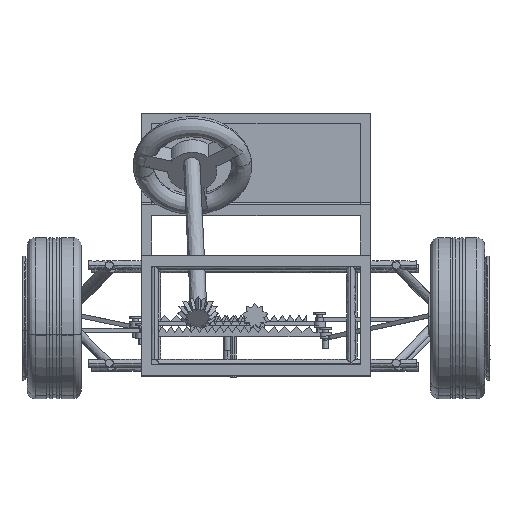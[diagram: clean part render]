
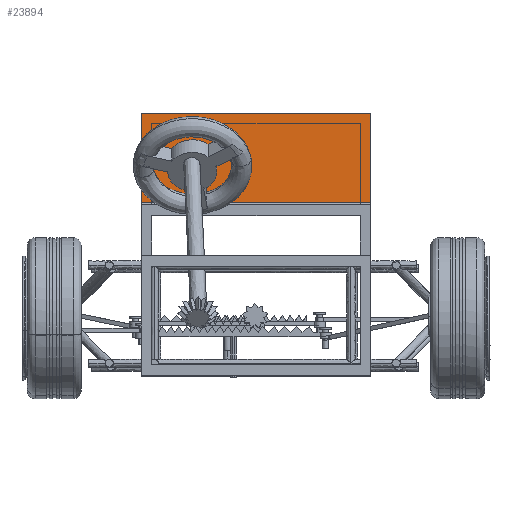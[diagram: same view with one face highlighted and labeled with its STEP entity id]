
A CAD part, top view. The second image highlights one B-rep face of the part: STEP entity #23894.
In plain terms, the highlighted free-form (B-spline) face has degree [1, 1] with [2, 2] control points.
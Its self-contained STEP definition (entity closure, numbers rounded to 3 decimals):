
#21092 = VERTEX_POINT('',#21093);
#21093 = CARTESIAN_POINT('',(906.451,1021.482,
    1009.167));
#21098 = EDGE_CURVE('',#21092,#21099,#21101,.T.);
#21099 = VERTEX_POINT('',#21100);
#21100 = CARTESIAN_POINT('',(906.451,731.29,
    1009.167));
#21101 = B_SPLINE_CURVE_WITH_KNOTS('',1,(#21102,#21103),.UNSPECIFIED.,
  .F.,.F.,(2,2),(0.,218.),.PIECEWISE_BEZIER_KNOTS.);
#21102 = CARTESIAN_POINT('',(906.451,1021.482,
    1009.167));
#21103 = CARTESIAN_POINT('',(906.451,731.29,
    1009.167));
#22862 = VERTEX_POINT('',#22863);
#22863 = CARTESIAN_POINT('',(161.005,731.29,
    1009.167));
#22869 = EDGE_CURVE('',#22870,#22862,#22872,.T.);
#22870 = VERTEX_POINT('',#22871);
#22871 = CARTESIAN_POINT('',(161.005,1021.482,
    1009.167));
#22872 = B_SPLINE_CURVE_WITH_KNOTS('',1,(#22873,#22874),.UNSPECIFIED.,
  .F.,.F.,(2,2),(0.,218.),.PIECEWISE_BEZIER_KNOTS.);
#22873 = CARTESIAN_POINT('',(161.005,1021.482,
    1009.167));
#22874 = CARTESIAN_POINT('',(161.005,731.29,
    1009.167));
#23414 = EDGE_CURVE('',#21092,#22870,#23415,.T.);
#23415 = B_SPLINE_CURVE_WITH_KNOTS('',1,(#23416,#23417),.UNSPECIFIED.,
  .F.,.F.,(2,2),(-0.,560.),.PIECEWISE_BEZIER_KNOTS.);
#23416 = CARTESIAN_POINT('',(906.451,1021.482,
    1009.167));
#23417 = CARTESIAN_POINT('',(161.005,1021.482,
    1009.167));
#23894 = ADVANCED_FACE('',(#23895),#23905,.F.);
#23895 = FACE_BOUND('',#23896,.T.);
#23896 = EDGE_LOOP('',(#23897,#23898,#23903,#23904));
#23897 = ORIENTED_EDGE('',*,*,#22869,.T.);
#23898 = ORIENTED_EDGE('',*,*,#23899,.F.);
#23899 = EDGE_CURVE('',#21099,#22862,#23900,.T.);
#23900 = B_SPLINE_CURVE_WITH_KNOTS('',1,(#23901,#23902),.UNSPECIFIED.,
  .F.,.F.,(2,2),(-0.,560.),.PIECEWISE_BEZIER_KNOTS.);
#23901 = CARTESIAN_POINT('',(906.451,731.29,
    1009.167));
#23902 = CARTESIAN_POINT('',(161.005,731.29,
    1009.167));
#23903 = ORIENTED_EDGE('',*,*,#21098,.F.);
#23904 = ORIENTED_EDGE('',*,*,#23414,.T.);
#23905 = B_SPLINE_SURFACE_WITH_KNOTS('',1,1,(
    (#23906,#23907)
    ,(#23908,#23909
    )),.UNSPECIFIED.,.F.,.F.,.F.,(2,2),(2,2),(-218.,0.),(-560.,0.),
  .PIECEWISE_BEZIER_KNOTS.);
#23906 = CARTESIAN_POINT('',(161.005,731.29,
    1009.167));
#23907 = CARTESIAN_POINT('',(906.451,731.29,
    1009.167));
#23908 = CARTESIAN_POINT('',(161.005,1021.482,
    1009.167));
#23909 = CARTESIAN_POINT('',(906.451,1021.482,
    1009.167));
